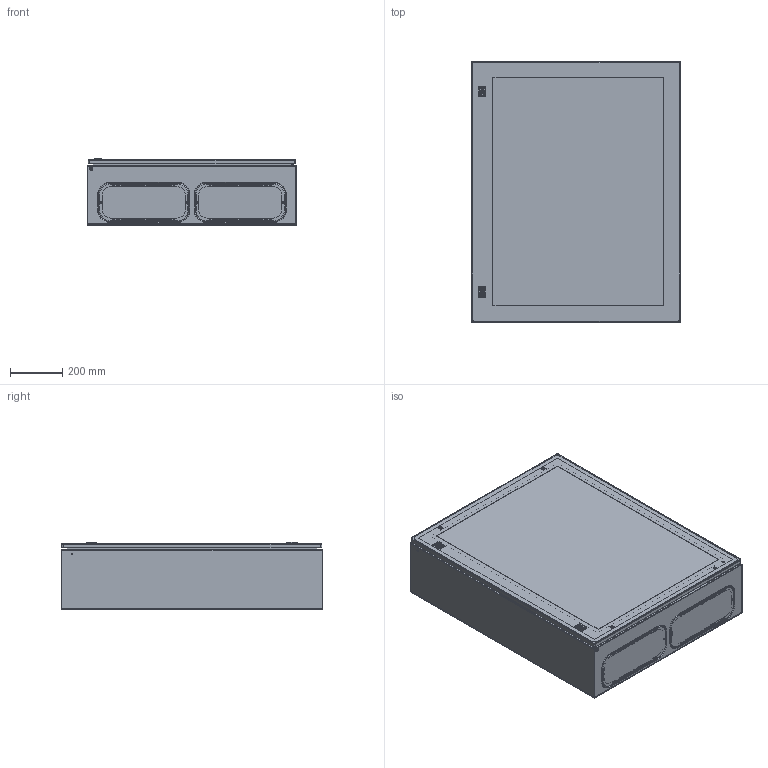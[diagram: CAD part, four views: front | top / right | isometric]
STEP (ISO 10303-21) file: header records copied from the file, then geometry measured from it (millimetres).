
FILE_DESCRIPTION((''),'2;1');
FILE_NAME('NSYCRN108250T_ASM','2016-10-13T',('SESA6369'),('Schneider-Electric'),'PRO/ENGINEER BY PARAMETRIC TECHNOLOGY CORPORATION, 2015440','PRO/ENGINEER BY PARAMETRIC TECHNOLOGY CORPORATION, 2015440','');
FILE_SCHEMA(('CONFIG_CONTROL_DESIGN'));
Products named in the file (5): BODY_CRN108_250; PPC_CRN_317X120; LOCK_CRN_2; GLASSED_DOOR_108; NSYCRN108250T_ASM
Assembly tree (6 placements, depth 2):
  NSYCRN108250T_ASM
    BODY_CRN108_250
    PPC_CRN_317X120  x2
    LOCK_CRN_2  x2
    GLASSED_DOOR_108
Bounding box: 800 x 1001.2 x 257.61 mm (x, y, z)
Volume: 4215356.6 mm3; surface area: 5585334 mm2
Topology: 12 solids, 38 shells, 3988 faces, 10698 edges, 6766 vertices
Faces by surface type: plane 1642, cylinder 1101, cone 404, extrusion 292, torus 228, bspline 184, sphere 133, revolution 4
Entity records: 90983 total; most frequent: CARTESIAN_POINT 26184, ORIENTED_EDGE 13640, DIRECTION 13151, EDGE_CURVE 6876, AXIS2_PLACEMENT_3D 4719, VERTEX_POINT 4330, VECTOR 3711, LINE 3565
